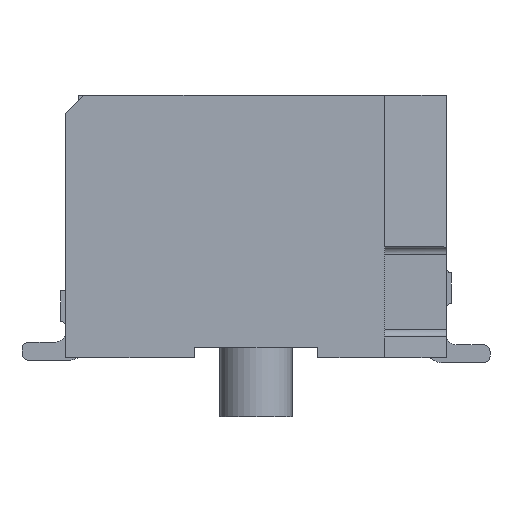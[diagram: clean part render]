
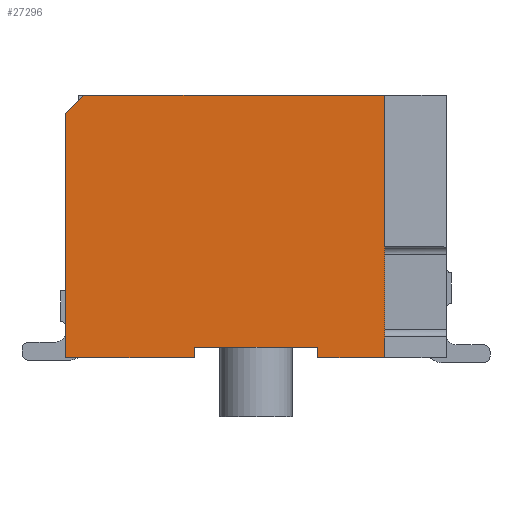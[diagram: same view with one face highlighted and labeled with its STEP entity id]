
A CAD part, left-side view. The second image highlights one B-rep face of the part: STEP entity #27296.
In plain terms, the highlighted planar face has unit normal (-1, 0, 0).
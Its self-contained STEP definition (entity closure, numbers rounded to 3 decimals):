
#7501=ORIENTED_EDGE('',*,*,#12750,.T.);
#7502=ORIENTED_EDGE('',*,*,#12751,.F.);
#7503=ORIENTED_EDGE('',*,*,#12752,.F.);
#7504=ORIENTED_EDGE('',*,*,#12753,.F.);
#7505=ORIENTED_EDGE('',*,*,#12754,.T.);
#7506=ORIENTED_EDGE('',*,*,#12755,.T.);
#7507=ORIENTED_EDGE('',*,*,#12756,.T.);
#7508=ORIENTED_EDGE('',*,*,#12757,.F.);
#7509=ORIENTED_EDGE('',*,*,#12758,.F.);
#7510=ORIENTED_EDGE('',*,*,#12759,.T.);
#7511=ORIENTED_EDGE('',*,*,#12760,.F.);
#7512=ORIENTED_EDGE('',*,*,#12761,.F.);
#12750=EDGE_CURVE('',#15865,#15866,#18594,.T.);
#12751=EDGE_CURVE('',#15867,#15866,#18595,.T.);
#12752=EDGE_CURVE('',#15868,#15867,#18596,.T.);
#12753=EDGE_CURVE('',#15869,#15868,#18597,.T.);
#12754=EDGE_CURVE('',#15869,#15870,#18598,.T.);
#12755=EDGE_CURVE('',#15870,#15871,#18599,.T.);
#12756=EDGE_CURVE('',#15871,#15872,#18600,.T.);
#12757=EDGE_CURVE('',#15873,#15872,#18601,.T.);
#12758=EDGE_CURVE('',#15874,#15873,#18602,.T.);
#12759=EDGE_CURVE('',#15874,#15875,#18603,.T.);
#12760=EDGE_CURVE('',#15876,#15875,#18604,.T.);
#12761=EDGE_CURVE('',#15865,#15876,#18605,.T.);
#15865=VERTEX_POINT('',#43924);
#15866=VERTEX_POINT('',#43925);
#15867=VERTEX_POINT('',#43927);
#15868=VERTEX_POINT('',#43929);
#15869=VERTEX_POINT('',#43931);
#15870=VERTEX_POINT('',#43933);
#15871=VERTEX_POINT('',#43935);
#15872=VERTEX_POINT('',#43937);
#15873=VERTEX_POINT('',#43939);
#15874=VERTEX_POINT('',#43941);
#15875=VERTEX_POINT('',#43943);
#15876=VERTEX_POINT('',#43945);
#18594=LINE('',#43923,#21624);
#18595=LINE('',#43926,#21625);
#18596=LINE('',#43928,#21626);
#18597=LINE('',#43930,#21627);
#18598=LINE('',#43932,#21628);
#18599=LINE('',#43934,#21629);
#18600=LINE('',#43936,#21630);
#18601=LINE('',#43938,#21631);
#18602=LINE('',#43940,#21632);
#18603=LINE('',#43942,#21633);
#18604=LINE('',#43944,#21634);
#18605=LINE('',#43946,#21635);
#21624=VECTOR('',#36049,1000.);
#21625=VECTOR('',#36050,1000.);
#21626=VECTOR('',#36051,1000.);
#21627=VECTOR('',#36052,1000.);
#21628=VECTOR('',#36053,1000.);
#21629=VECTOR('',#36054,1000.);
#21630=VECTOR('',#36055,1000.);
#21631=VECTOR('',#36056,1000.);
#21632=VECTOR('',#36057,1000.);
#21633=VECTOR('',#36058,1000.);
#21634=VECTOR('',#36059,1000.);
#21635=VECTOR('',#36060,1000.);
#23668=EDGE_LOOP('',(#7501,#7502,#7503,#7504,#7505,#7506,#7507,#7508,#7509,
#7510,#7511,#7512));
#25054=FACE_BOUND('',#23668,.T.);
#25986=PLANE('',#29679);
#27296=ADVANCED_FACE('',(#25054),#25986,.F.);
#29679=AXIS2_PLACEMENT_3D('',#43922,#36047,#36048);
#36047=DIRECTION('',(1.,0.,0.));
#36048=DIRECTION('',(0.,0.,-1.));
#36049=DIRECTION('',(0.,0.707,-0.707));
#36050=DIRECTION('',(0.,0.,1.));
#36051=DIRECTION('',(0.,1.,0.));
#36052=DIRECTION('',(0.,0.,-1.));
#36053=DIRECTION('',(0.,-1.,0.));
#36054=DIRECTION('',(0.,-1.,0.));
#36055=DIRECTION('',(0.,0.,-1.));
#36056=DIRECTION('',(0.,1.,0.));
#36057=DIRECTION('',(0.,0.,-1.));
#36058=DIRECTION('',(0.,0.,1.));
#36059=DIRECTION('',(0.,0.,-1.));
#36060=DIRECTION('',(0.,-1.,0.));
#43922=CARTESIAN_POINT('',(-5.5,0.,0.));
#43923=CARTESIAN_POINT('',(-5.5,7.05,2.55));
#43924=CARTESIAN_POINT('',(-5.5,7.05,2.55));
#43925=CARTESIAN_POINT('',(-5.5,7.4,2.2));
#43926=CARTESIAN_POINT('',(-5.5,7.4,-2.55));
#43927=CARTESIAN_POINT('',(-5.5,7.4,-2.55));
#43928=CARTESIAN_POINT('',(-5.5,0.,-2.55));
#43929=CARTESIAN_POINT('',(-5.5,4.9,-2.55));
#43930=CARTESIAN_POINT('',(-5.5,4.9,-2.35));
#43931=CARTESIAN_POINT('',(-5.5,4.9,-2.35));
#43932=CARTESIAN_POINT('',(-5.5,4.9,-2.35));
#43933=CARTESIAN_POINT('',(-5.5,3.7,-2.35));
#43934=CARTESIAN_POINT('',(-5.5,4.9,-2.35));
#43935=CARTESIAN_POINT('',(-5.5,2.5,-2.35));
#43936=CARTESIAN_POINT('',(-5.5,2.5,-2.35));
#43937=CARTESIAN_POINT('',(-5.5,2.5,-2.55));
#43938=CARTESIAN_POINT('',(-5.5,0.,-2.55));
#43939=CARTESIAN_POINT('',(-5.5,1.2,-2.55));
#43940=CARTESIAN_POINT('',(-5.5,1.2,2.55));
#43941=CARTESIAN_POINT('',(-5.5,1.2,-2.15));
#43942=CARTESIAN_POINT('',(-5.5,1.2,-2.15));
#43943=CARTESIAN_POINT('',(-5.5,1.2,-0.4));
#43944=CARTESIAN_POINT('',(-5.5,1.2,2.55));
#43945=CARTESIAN_POINT('',(-5.5,1.2,2.55));
#43946=CARTESIAN_POINT('',(-5.5,7.4,2.55));
